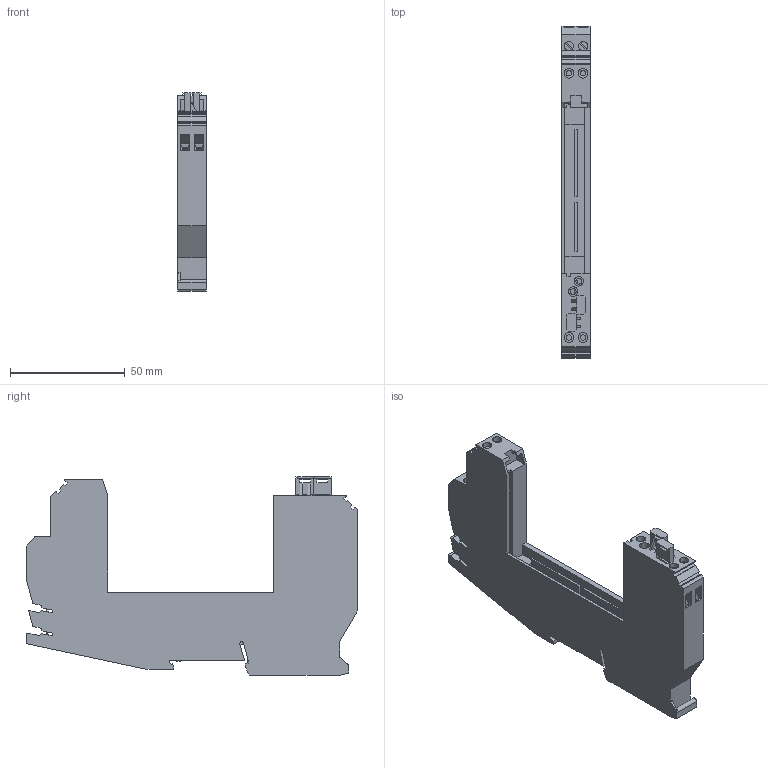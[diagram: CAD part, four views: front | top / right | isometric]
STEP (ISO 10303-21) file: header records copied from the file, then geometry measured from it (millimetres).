
FILE_DESCRIPTION(('Creo Elements/Direct Modeling STEP Export'),'2;1');
FILE_NAME('model.stp','2018-09-17T 8:19:07',(''),(''),'Creo Elements/Direct Modeling STEP processor for AP214 (Solid Model)','Creo Elements/Direct Modeling 18.1I 14-Aug-2016 (C) Parametric Technology GmbH','');
FILE_SCHEMA(('AUTOMOTIVE_DESIGN { 1 0 10303 214 1 1 1 1 }'));
Length unit declared in the file: millimetre
Products named in the file (1): PI-TB-select
Bounding box: 12.35 x 144.65 x 86.4 mm (x, y, z)
Volume: 83153.9 mm3; surface area: 27149.2 mm2
Topology: 1 solids, 1 shells, 526 faces, 1382 edges, 897 vertices
Faces by surface type: plane 493, cylinder 33
Entity records: 18571 total; most frequent: ORIENTED_EDGE 2764, CARTESIAN_POINT 2472, DIRECTION 2009, EDGE_CURVE 1382, VECTOR 1141, LINE 1141, VERTEX_POINT 897, EDGE_LOOP 569
